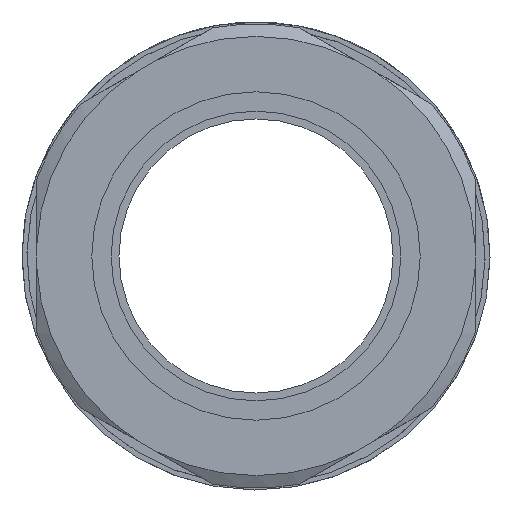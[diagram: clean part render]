
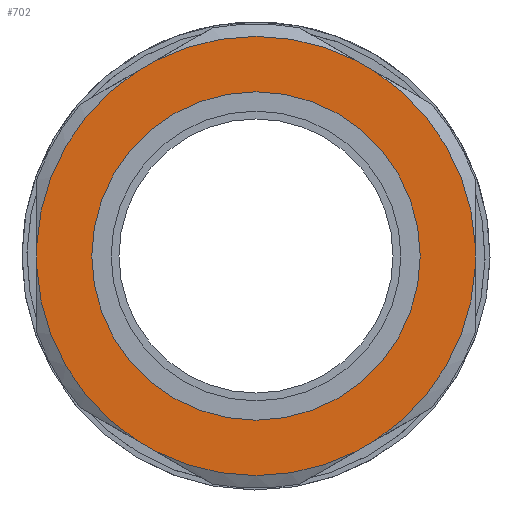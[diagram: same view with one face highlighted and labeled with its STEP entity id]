
A CAD part, front view. The second image highlights one B-rep face of the part: STEP entity #702.
In plain terms, the highlighted planar face has unit normal (0, -1, 0).
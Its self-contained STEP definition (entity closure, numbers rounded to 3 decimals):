
#96=FACE_BOUND('',#176,.T.);
#106=PLANE('',#783);
#127=FACE_OUTER_BOUND('',#175,.T.);
#175=EDGE_LOOP('',(#510,#511,#512,#513,#514,#515,#516,#517,#518,#519,#520,
#521));
#176=EDGE_LOOP('',(#522));
#224=LINE('',#1106,#253);
#225=LINE('',#1110,#254);
#226=LINE('',#1114,#255);
#227=LINE('',#1118,#256);
#228=LINE('',#1122,#257);
#229=LINE('',#1126,#258);
#253=VECTOR('',#903,10.);
#254=VECTOR('',#906,10.);
#255=VECTOR('',#909,10.);
#256=VECTOR('',#912,10.);
#257=VECTOR('',#915,10.);
#258=VECTOR('',#918,10.);
#290=CIRCLE('',#784,34.039);
#291=CIRCLE('',#785,34.039);
#292=CIRCLE('',#786,34.039);
#293=CIRCLE('',#787,34.039);
#294=CIRCLE('',#788,34.039);
#295=CIRCLE('',#789,34.039);
#296=CIRCLE('',#790,25.45);
#335=VERTEX_POINT('',#1104);
#336=VERTEX_POINT('',#1105);
#337=VERTEX_POINT('',#1107);
#338=VERTEX_POINT('',#1109);
#339=VERTEX_POINT('',#1111);
#340=VERTEX_POINT('',#1113);
#341=VERTEX_POINT('',#1115);
#342=VERTEX_POINT('',#1117);
#343=VERTEX_POINT('',#1119);
#344=VERTEX_POINT('',#1121);
#345=VERTEX_POINT('',#1123);
#346=VERTEX_POINT('',#1125);
#347=VERTEX_POINT('',#1128);
#403=EDGE_CURVE('',#335,#336,#224,.T.);
#404=EDGE_CURVE('',#337,#336,#290,.T.);
#405=EDGE_CURVE('',#337,#338,#225,.T.);
#406=EDGE_CURVE('',#339,#338,#291,.T.);
#407=EDGE_CURVE('',#339,#340,#226,.T.);
#408=EDGE_CURVE('',#341,#340,#292,.T.);
#409=EDGE_CURVE('',#341,#342,#227,.T.);
#410=EDGE_CURVE('',#343,#342,#293,.T.);
#411=EDGE_CURVE('',#343,#344,#228,.T.);
#412=EDGE_CURVE('',#345,#344,#294,.T.);
#413=EDGE_CURVE('',#345,#346,#229,.T.);
#414=EDGE_CURVE('',#335,#346,#295,.T.);
#415=EDGE_CURVE('',#347,#347,#296,.T.);
#510=ORIENTED_EDGE('',*,*,#403,.T.);
#511=ORIENTED_EDGE('',*,*,#404,.F.);
#512=ORIENTED_EDGE('',*,*,#405,.T.);
#513=ORIENTED_EDGE('',*,*,#406,.F.);
#514=ORIENTED_EDGE('',*,*,#407,.T.);
#515=ORIENTED_EDGE('',*,*,#408,.F.);
#516=ORIENTED_EDGE('',*,*,#409,.T.);
#517=ORIENTED_EDGE('',*,*,#410,.F.);
#518=ORIENTED_EDGE('',*,*,#411,.T.);
#519=ORIENTED_EDGE('',*,*,#412,.F.);
#520=ORIENTED_EDGE('',*,*,#413,.T.);
#521=ORIENTED_EDGE('',*,*,#414,.F.);
#522=ORIENTED_EDGE('',*,*,#415,.F.);
#702=ADVANCED_FACE('',(#127,#96),#106,.T.);
#783=AXIS2_PLACEMENT_3D('',#1103,#901,#902);
#784=AXIS2_PLACEMENT_3D('',#1108,#904,#905);
#785=AXIS2_PLACEMENT_3D('',#1112,#907,#908);
#786=AXIS2_PLACEMENT_3D('',#1116,#910,#911);
#787=AXIS2_PLACEMENT_3D('',#1120,#913,#914);
#788=AXIS2_PLACEMENT_3D('',#1124,#916,#917);
#789=AXIS2_PLACEMENT_3D('',#1127,#919,#920);
#790=AXIS2_PLACEMENT_3D('',#1129,#921,#922);
#901=DIRECTION('center_axis',(0.,-1.,0.));
#902=DIRECTION('ref_axis',(0.,0.,
-1.));
#903=DIRECTION('',(-0.866,0.,-0.5));
#904=DIRECTION('center_axis',(0.,1.,0.));
#905=DIRECTION('ref_axis',(-1.,0.,0.));
#906=DIRECTION('',(0.,0.,-1.));
#907=DIRECTION('center_axis',(0.,1.,0.));
#908=DIRECTION('ref_axis',(-1.,0.,0.));
#909=DIRECTION('',(0.866,0.,-0.5));
#910=DIRECTION('center_axis',(0.,1.,0.));
#911=DIRECTION('ref_axis',(-1.,0.,0.));
#912=DIRECTION('',(0.866,0.,0.5));
#913=DIRECTION('center_axis',(0.,1.,0.));
#914=DIRECTION('ref_axis',(-1.,0.,0.));
#915=DIRECTION('',(0.,0.,1.));
#916=DIRECTION('center_axis',(0.,1.,0.));
#917=DIRECTION('ref_axis',(-1.,0.,0.));
#918=DIRECTION('',(-0.866,0.,0.5));
#919=DIRECTION('center_axis',(0.,1.,0.));
#920=DIRECTION('ref_axis',(-1.,0.,0.));
#921=DIRECTION('center_axis',(0.,-1.,0.));
#922=DIRECTION('ref_axis',(-1.,0.,0.));
#1103=CARTESIAN_POINT('Origin',(241.754,100.929,289.666));
#1104=CARTESIAN_POINT('',(256.156,100.929,319.923));
#1105=CARTESIAN_POINT('',(253.341,100.929,318.298));
#1106=CARTESIAN_POINT('',(235.001,100.929,307.709));
#1107=CARTESIAN_POINT('',(237.749,100.929,291.291));
#1108=CARTESIAN_POINT('Origin',(271.749,100.929,289.666));
#1109=CARTESIAN_POINT('',(237.749,100.929,288.041));
#1110=CARTESIAN_POINT('',(237.749,100.929,279.851));
#1111=CARTESIAN_POINT('',(253.341,100.929,261.033));
#1112=CARTESIAN_POINT('Origin',(271.749,100.929,289.666));
#1113=CARTESIAN_POINT('',(256.156,100.929,259.408));
#1114=CARTESIAN_POINT('',(252.001,100.929,261.807));
#1115=CARTESIAN_POINT('',(287.341,100.929,259.408));
#1116=CARTESIAN_POINT('Origin',(271.749,100.929,289.666));
#1117=CARTESIAN_POINT('',(290.156,100.929,261.033));
#1118=CARTESIAN_POINT('',(286.001,100.929,258.634));
#1119=CARTESIAN_POINT('',(305.749,100.929,288.041));
#1120=CARTESIAN_POINT('Origin',(271.749,100.929,289.666));
#1121=CARTESIAN_POINT('',(305.749,100.929,291.291));
#1122=CARTESIAN_POINT('',(305.749,100.929,299.481));
#1123=CARTESIAN_POINT('',(290.156,100.929,318.298));
#1124=CARTESIAN_POINT('Origin',(271.749,100.929,289.666));
#1125=CARTESIAN_POINT('',(287.341,100.929,319.923));
#1126=CARTESIAN_POINT('',(269.001,100.929,330.512));
#1127=CARTESIAN_POINT('Origin',(271.749,100.929,289.666));
#1128=CARTESIAN_POINT('',(297.199,100.929,289.666));
#1129=CARTESIAN_POINT('Origin',(271.749,100.929,289.666));
